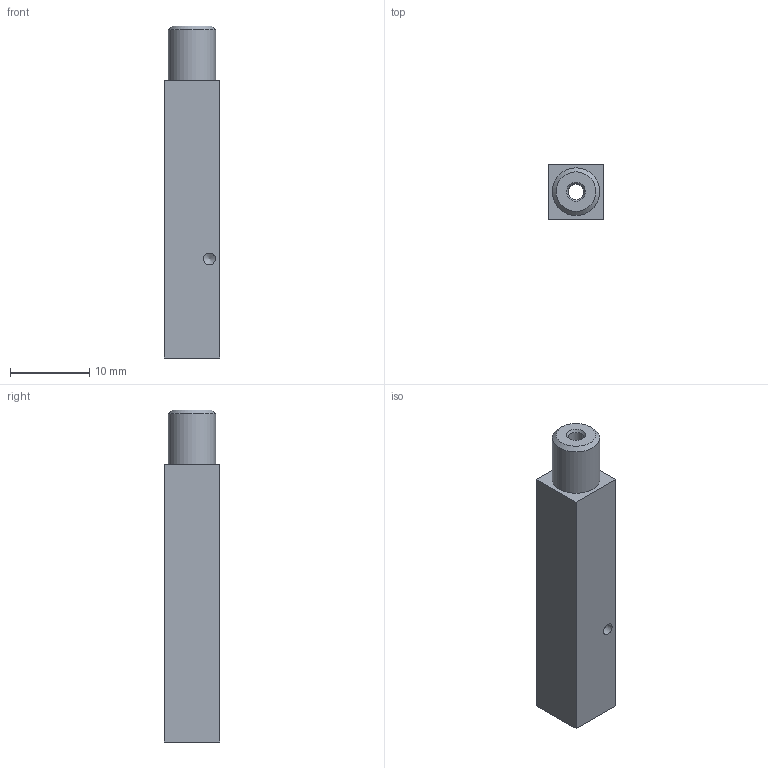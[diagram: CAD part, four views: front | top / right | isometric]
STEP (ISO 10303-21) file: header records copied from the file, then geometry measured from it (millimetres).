
FILE_DESCRIPTION(/* description */ ('STEP AP242','CAx-IF Rec.Pracs.---Representation and Presentation of Product Manufacturing Information (PMI)---4.0---2014-10-13','CAx-IF Rec.Pracs.---3D Tessellated Geometry---0.4---2014-09-14','2;1'),/* implementation_level */ '2;1');
FILE_NAME(/* name */ '68c5803af6e463f8add06c0d',/* time_stamp */ '2025-09-13T14:31:23Z',/* author */ (''),/* organization */ (''),/* preprocessor_version */ 'ST-DEVELOPER v20',/* originating_system */ 'ONSHAPE BY PTC INC, 1.203',/* authorisation */ ' ');
FILE_SCHEMA (('AP242_MANAGED_MODEL_BASED_3D_ENGINEERING_MIM_LF { 1 0 10303 442 1 1 4 }'));
Length unit declared in the file: metre
Products named in the file (1): Super Extender 35mm
Bounding box: 7 x 7 x 41.9 mm (x, y, z)
Volume: 1587 mm3; surface area: 1580.4 mm2
Topology: 1 solids, 1 shells, 16 faces, 34 edges, 22 vertices
Faces by surface type: plane 8, cylinder 4, cone 4
Full cylindrical faces by diameter (mm): 1.5 x1, 2 x1, 5 x1, 6 x1
Entity records: 398 total; most frequent: DIRECTION 68, CARTESIAN_POINT 60, ORIENTED_EDGE 46, FACE_BOUND 29, EDGE_LOOP 28, AXIS2_PLACEMENT_3D 28, EDGE_CURVE 23, VERTEX_POINT 20
